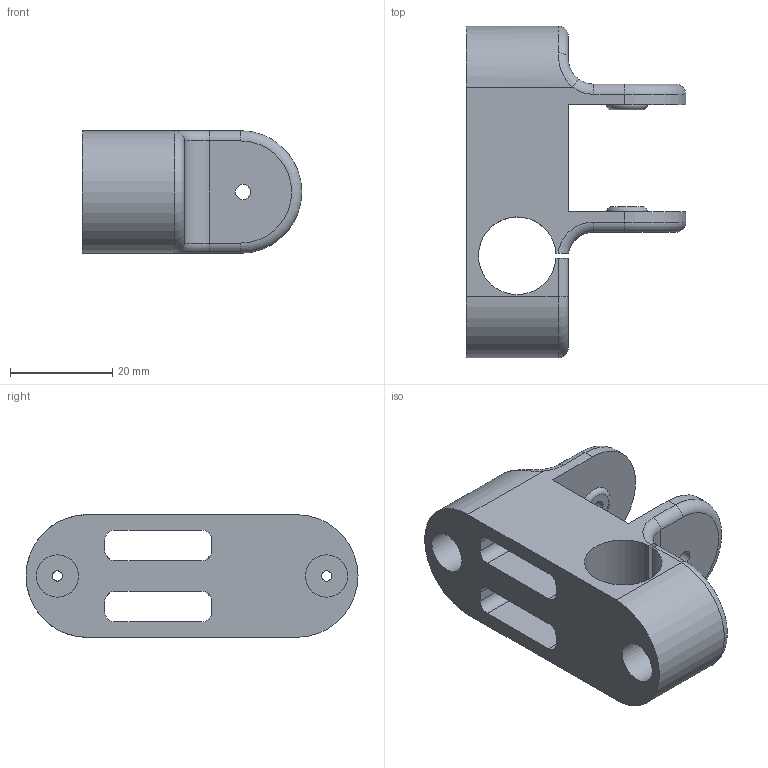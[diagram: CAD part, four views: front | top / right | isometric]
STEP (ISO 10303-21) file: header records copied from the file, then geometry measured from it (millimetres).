
FILE_DESCRIPTION(/* description */ (''),/* implementation_level */ '2;1');
FILE_NAME(/* name */ '2 no Y Carriage.stp',/* time_stamp */ '2020-02-25T17:06:40+00:00',/* author */ ('Ax'),/* organization */ (''),/* preprocessor_version */ 'ST-DEVELOPER v17',/* originating_system */ 'Autodesk Inventor 2019',/* authorisation */ '');
FILE_SCHEMA (('AUTOMOTIVE_DESIGN { 1 0 10303 214 3 1 1 }'));
Length unit declared in the file: millimetre
Products named in the file (1): Y Carriage
Bounding box: 43 x 65 x 24 mm (x, y, z)
Volume: 22255.7 mm3; surface area: 11121.2 mm2
Topology: 1 solids, 1 shells, 61 faces, 167 edges, 109 vertices
Faces by surface type: cylinder 27, plane 22, torus 10, bspline 2
Full cylindrical faces by diameter (mm): 2 x2, 3 x2, 8.3 x2
Entity records: 2115 total; most frequent: CARTESIAN_POINT 445, DIRECTION 360, ORIENTED_EDGE 334, EDGE_CURVE 167, AXIS2_PLACEMENT_3D 140, VERTEX_POINT 109, LINE 80, VECTOR 80
